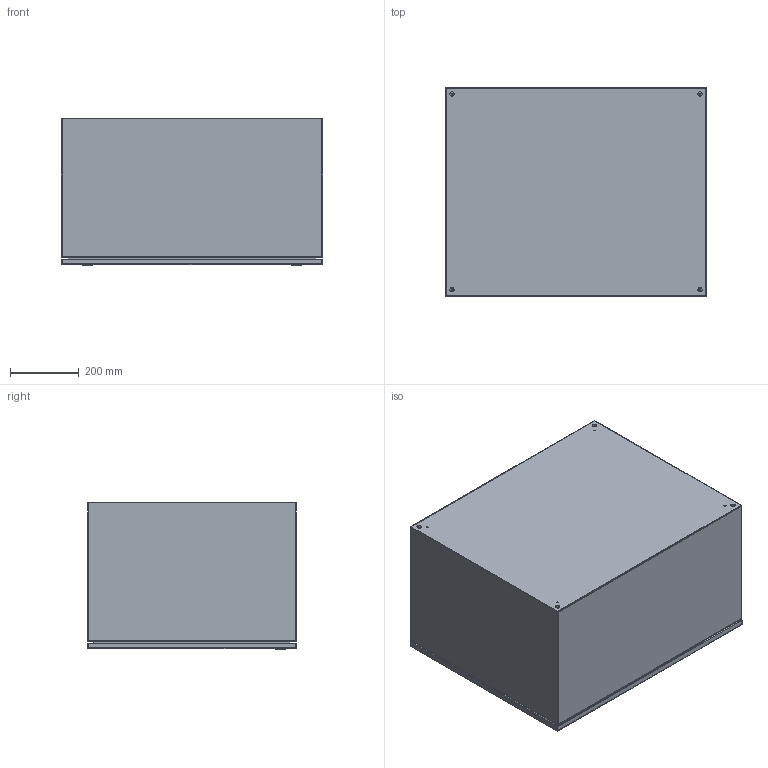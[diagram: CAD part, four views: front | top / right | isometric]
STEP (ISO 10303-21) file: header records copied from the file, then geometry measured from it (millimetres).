
FILE_DESCRIPTION (( 'STEP AP214' ), '1' );
FILE_NAME ('EN4SD302416GY.STEP', '2019-11-11T18:40:36', ( '' ), ( '' ), 'SwSTEP 2.0', 'SolidWorks 2019', '' );
FILE_SCHEMA (( 'AUTOMOTIVE_DESIGN' ));
Length unit declared in the file: inch
Products named in the file (1): EN4SD302416GY
Bounding box: 762 x 609.6 x 431.72 mm (x, y, z)
Volume: 4218594.9 mm3; surface area: 4656324.3 mm2
Topology: 33 solids, 34 shells, 826 faces, 1957 edges, 1226 vertices
Faces by surface type: plane 399, cylinder 275, bspline 94, torus 36, cone 22
Entity records: 37188 total; most frequent: CARTESIAN_POINT 7570, DIRECTION 3907, ORIENTED_EDGE 3874, EDGE_CURVE 1937, AXIS2_PLACEMENT_3D 1387, VERTEX_POINT 1226, LINE 1133, VECTOR 1133
